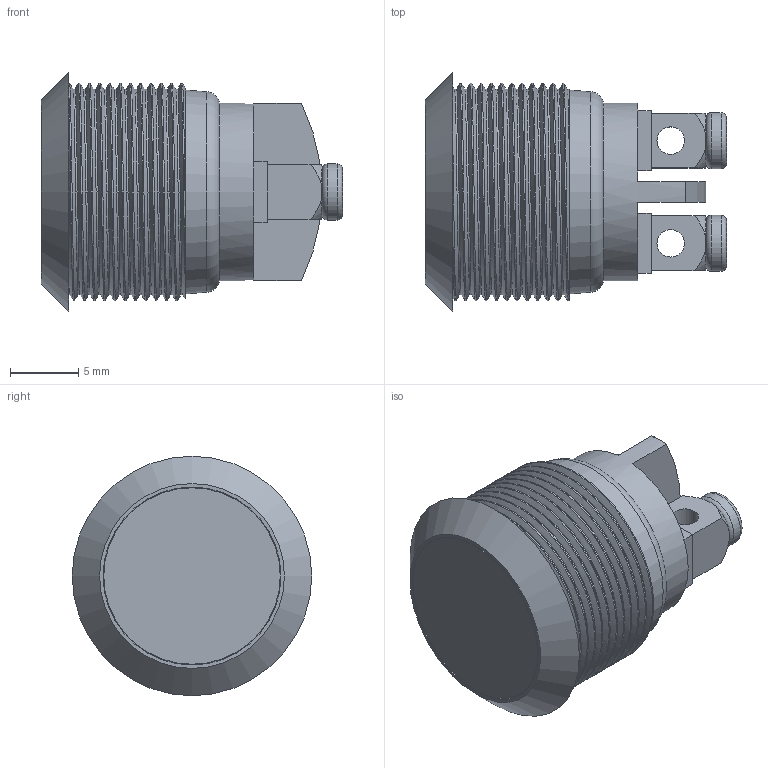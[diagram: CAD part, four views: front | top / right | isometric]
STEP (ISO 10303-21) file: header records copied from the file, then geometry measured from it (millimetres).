
FILE_DESCRIPTION(/* description */ (''),/* implementation_level */ '2;1');
FILE_NAME(/* name */ 'Press Button.step',/* time_stamp */ '2020-09-29T13:40:14+02:00',/* author */ (''),/* organization */ (''),/* preprocessor_version */ 'ST-DEVELOPER v18.1',/* originating_system */ 'Autodesk Translation Framework v9.3.0.1241',/* authorisation */ '');
FILE_SCHEMA (('AUTOMOTIVE_DESIGN { 1 0 10303 214 3 1 1 }'));
Length unit declared in the file: millimetre
Products named in the file (1): Press Button
Bounding box: 22 x 17.5 x 17.5 mm (x, y, z)
Volume: 2983.9 mm3; surface area: 2264 mm2
Topology: 4 solids, 4 shells, 87 faces, 209 edges, 138 vertices
Faces by surface type: plane 37, cylinder 33, cone 10, torus 5, bspline 2
Full cylindrical faces by diameter (mm): 2 x2, 4.1 x2, 12.9 x1, 13 x2, 15.044 x10, 15.908 x11
Entity records: 5412 total; most frequent: CARTESIAN_POINT 3435, ORIENTED_EDGE 418, DIRECTION 362, EDGE_CURVE 209, VERTEX_POINT 138, AXIS2_PLACEMENT_3D 137, EDGE_LOOP 99, LINE 88
